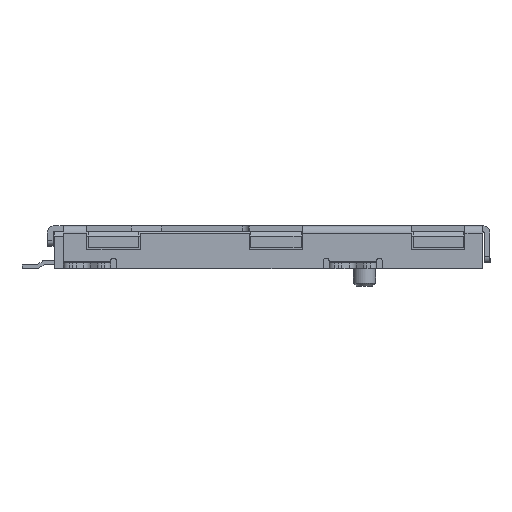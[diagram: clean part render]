
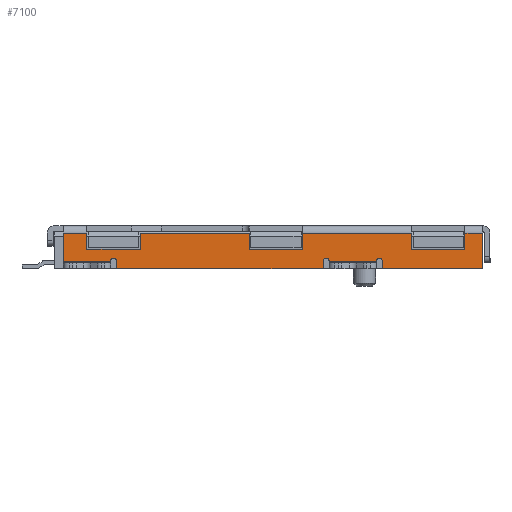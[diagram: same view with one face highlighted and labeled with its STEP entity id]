
A CAD part, left-side view. The second image highlights one B-rep face of the part: STEP entity #7100.
In plain terms, the highlighted planar face has unit normal (-1, 0, 0).
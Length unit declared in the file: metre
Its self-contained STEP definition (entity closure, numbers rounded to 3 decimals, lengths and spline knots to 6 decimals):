
#413=FACE_OUTER_BOUND('',#792,.T.);
#792=EDGE_LOOP('',(#5563,#5564,#5565,#5566,#5567,#5568,#5569,#5570,#5571,
#5572,#5573,#5574,#5575,#5576,#5577,#5578,#5579,#5580,#5581,#5582,#5583,
#5584,#5585,#5586,#5587));
#1143=CIRCLE('',#7764,0.0001);
#1144=CIRCLE('',#7765,0.0001);
#1145=CIRCLE('',#7766,0.0001);
#1271=LINE('',#10288,#2080);
#1275=LINE('',#10296,#2084);
#1281=LINE('',#10312,#2090);
#1286=LINE('',#10324,#2095);
#1295=LINE('',#10345,#2104);
#1299=LINE('',#10355,#2108);
#1302=LINE('',#10361,#2111);
#1304=LINE('',#10364,#2113);
#1360=LINE('',#10513,#2169);
#1367=LINE('',#10534,#2176);
#1371=LINE('',#10543,#2180);
#1396=LINE('',#10616,#2205);
#1401=LINE('',#10634,#2210);
#1477=LINE('',#10867,#2286);
#1566=LINE('',#11112,#2375);
#1579=LINE('',#11139,#2388);
#1610=LINE('',#11196,#2419);
#1612=LINE('',#11199,#2421);
#1619=LINE('',#11228,#2428);
#1621=LINE('',#11233,#2430);
#1623=LINE('',#11236,#2432);
#1625=LINE('',#11239,#2434);
#2080=VECTOR('',#8200,1.);
#2084=VECTOR('',#8206,1.);
#2090=VECTOR('',#8218,1.);
#2095=VECTOR('',#8227,1.);
#2104=VECTOR('',#8244,1.);
#2108=VECTOR('',#8252,1.);
#2111=VECTOR('',#8257,1.);
#2113=VECTOR('',#8261,1.);
#2169=VECTOR('',#8391,1.);
#2176=VECTOR('',#8414,1.);
#2180=VECTOR('',#8420,1.);
#2205=VECTOR('',#8489,1.);
#2210=VECTOR('',#8508,1.);
#2286=VECTOR('',#8738,1.);
#2375=VECTOR('',#8973,1.);
#2388=VECTOR('',#9002,1.);
#2419=VECTOR('',#9059,1.);
#2421=VECTOR('',#9063,1.);
#2428=VECTOR('',#9108,1.);
#2430=VECTOR('',#9114,1.);
#2432=VECTOR('',#9118,1.);
#2434=VECTOR('',#9122,1.);
#2891=VERTEX_POINT('',#10285);
#2892=VERTEX_POINT('',#10287);
#2895=VERTEX_POINT('',#10295);
#2901=VERTEX_POINT('',#10309);
#2902=VERTEX_POINT('',#10311);
#2907=VERTEX_POINT('',#10323);
#2914=VERTEX_POINT('',#10342);
#2915=VERTEX_POINT('',#10344);
#2919=VERTEX_POINT('',#10354);
#2921=VERTEX_POINT('',#10360);
#2976=VERTEX_POINT('',#10511);
#2977=VERTEX_POINT('',#10512);
#2980=VERTEX_POINT('',#10527);
#2983=VERTEX_POINT('',#10532);
#2984=VERTEX_POINT('',#10536);
#2987=VERTEX_POINT('',#10541);
#3012=VERTEX_POINT('',#10614);
#3013=VERTEX_POINT('',#10615);
#3018=VERTEX_POINT('',#10631);
#3019=VERTEX_POINT('',#10633);
#3099=VERTEX_POINT('',#10865);
#3181=VERTEX_POINT('',#11109);
#3182=VERTEX_POINT('',#11111);
#3204=VERTEX_POINT('',#11226);
#3205=VERTEX_POINT('',#11231);
#3593=EDGE_CURVE('',#2891,#2892,#1271,.T.);
#3597=EDGE_CURVE('',#2892,#2895,#1275,.T.);
#3604=EDGE_CURVE('',#2901,#2902,#1281,.T.);
#3610=EDGE_CURVE('',#2902,#2907,#1286,.T.);
#3620=EDGE_CURVE('',#2914,#2915,#1295,.T.);
#3625=EDGE_CURVE('',#2915,#2919,#1299,.T.);
#3628=EDGE_CURVE('',#2919,#2921,#1302,.T.);
#3630=EDGE_CURVE('',#2891,#2921,#1304,.T.);
#3702=EDGE_CURVE('',#2976,#2977,#1360,.T.);
#3713=EDGE_CURVE('',#2983,#2980,#1367,.T.);
#3717=EDGE_CURVE('',#2987,#2984,#1371,.T.);
#3752=EDGE_CURVE('',#3012,#3013,#1396,.T.);
#3761=EDGE_CURVE('',#3018,#3019,#1401,.T.);
#3877=EDGE_CURVE('',#3099,#2914,#1477,.T.);
#3999=EDGE_CURVE('',#3181,#3182,#1566,.T.);
#4015=EDGE_CURVE('',#3013,#3099,#1579,.T.);
#4052=EDGE_CURVE('',#2980,#3018,#1610,.T.);
#4054=EDGE_CURVE('',#3182,#2987,#1612,.T.);
#4068=EDGE_CURVE('',#3181,#3204,#1619,.T.);
#4071=EDGE_CURVE('',#2901,#3205,#1621,.T.);
#4073=EDGE_CURVE('',#2907,#3204,#1623,.T.);
#4075=EDGE_CURVE('',#2895,#3205,#1625,.T.);
#4080=EDGE_CURVE('',#3019,#3012,#1143,.T.);
#4081=EDGE_CURVE('',#2977,#2983,#1144,.T.);
#4082=EDGE_CURVE('',#2984,#2976,#1145,.T.);
#5563=ORIENTED_EDGE('',*,*,#3593,.F.);
#5564=ORIENTED_EDGE('',*,*,#3630,.T.);
#5565=ORIENTED_EDGE('',*,*,#3628,.F.);
#5566=ORIENTED_EDGE('',*,*,#3625,.F.);
#5567=ORIENTED_EDGE('',*,*,#3620,.F.);
#5568=ORIENTED_EDGE('',*,*,#3877,.F.);
#5569=ORIENTED_EDGE('',*,*,#4015,.F.);
#5570=ORIENTED_EDGE('',*,*,#3752,.F.);
#5571=ORIENTED_EDGE('',*,*,#4080,.F.);
#5572=ORIENTED_EDGE('',*,*,#3761,.F.);
#5573=ORIENTED_EDGE('',*,*,#4052,.F.);
#5574=ORIENTED_EDGE('',*,*,#3713,.F.);
#5575=ORIENTED_EDGE('',*,*,#4081,.F.);
#5576=ORIENTED_EDGE('',*,*,#3702,.F.);
#5577=ORIENTED_EDGE('',*,*,#4082,.F.);
#5578=ORIENTED_EDGE('',*,*,#3717,.F.);
#5579=ORIENTED_EDGE('',*,*,#4054,.F.);
#5580=ORIENTED_EDGE('',*,*,#3999,.F.);
#5581=ORIENTED_EDGE('',*,*,#4068,.T.);
#5582=ORIENTED_EDGE('',*,*,#4073,.F.);
#5583=ORIENTED_EDGE('',*,*,#3610,.F.);
#5584=ORIENTED_EDGE('',*,*,#3604,.F.);
#5585=ORIENTED_EDGE('',*,*,#4071,.T.);
#5586=ORIENTED_EDGE('',*,*,#4075,.F.);
#5587=ORIENTED_EDGE('',*,*,#3597,.F.);
#6773=PLANE('',#7763);
#7100=ADVANCED_FACE('',(#413),#6773,.F.);
#7763=AXIS2_PLACEMENT_3D('',#11245,#9132,#9133);
#7764=AXIS2_PLACEMENT_3D('',#11246,#9134,#9135);
#7765=AXIS2_PLACEMENT_3D('',#11247,#9136,#9137);
#7766=AXIS2_PLACEMENT_3D('',#11248,#9138,#9139);
#8200=DIRECTION('',(0.,0.,-1.));
#8206=DIRECTION('',(0.,-1.,0.));
#8218=DIRECTION('',(0.,0.,-1.));
#8227=DIRECTION('',(0.,-1.,0.));
#8244=DIRECTION('',(0.,0.,-1.));
#8252=DIRECTION('',(0.,-1.,0.));
#8257=DIRECTION('',(0.,0.,1.));
#8261=DIRECTION('',(0.,1.,0.));
#8391=DIRECTION('',(0.,1.,0.));
#8414=DIRECTION('',(0.,0.,-1.));
#8420=DIRECTION('',(0.,0.,1.));
#8489=DIRECTION('',(0.,1.,0.));
#8508=DIRECTION('',(0.,0.,1.));
#8738=DIRECTION('',(0.,-1.,0.));
#8973=DIRECTION('',(0.,0.,-1.));
#9002=DIRECTION('',(0.,0.,1.));
#9059=DIRECTION('',(0.,1.,0.));
#9063=DIRECTION('',(0.,1.,0.));
#9108=DIRECTION('',(0.,1.,0.));
#9114=DIRECTION('',(0.,1.,0.));
#9118=DIRECTION('',(0.,0.,1.));
#9122=DIRECTION('',(0.,0.,1.));
#9132=DIRECTION('center_axis',(1.,0.,0.));
#9133=DIRECTION('ref_axis',(0.,0.,1.));
#9134=DIRECTION('center_axis',(-1.,0.,0.));
#9135=DIRECTION('ref_axis',(0.,0.,1.));
#9136=DIRECTION('center_axis',(-1.,0.,0.));
#9137=DIRECTION('ref_axis',(0.,0.,
-1.));
#9138=DIRECTION('center_axis',(-1.,0.,0.));
#9139=DIRECTION('ref_axis',(0.,0.,1.));
#10285=CARTESIAN_POINT('',(-0.007045,0.003903,0.0012));
#10287=CARTESIAN_POINT('',(-0.007045,0.003903,0.00065));
#10288=CARTESIAN_POINT('',(-0.007045,0.003903,0.00125));
#10295=CARTESIAN_POINT('',(-0.007045,0.0021,0.00065));
#10296=CARTESIAN_POINT('',(-0.007045,0.0076,0.00065));
#10309=CARTESIAN_POINT('',(-0.007045,-0.0016,0.0012));
#10311=CARTESIAN_POINT('',(-0.007045,-0.0016,0.00065));
#10312=CARTESIAN_POINT('',(-0.007045,-0.0016,0.00145));
#10323=CARTESIAN_POINT('',(-0.007045,-0.0034,0.00065));
#10324=CARTESIAN_POINT('',(-0.007045,0.0076,0.00065));
#10342=CARTESIAN_POINT('',(-0.007045,0.0094,0.0012));
#10344=CARTESIAN_POINT('',(-0.007045,0.0094,0.00065));
#10345=CARTESIAN_POINT('',(-0.007045,0.0094,0.00145));
#10354=CARTESIAN_POINT('',(-0.007045,0.0076,0.00065));
#10355=CARTESIAN_POINT('',(-0.007045,0.0076,0.00065));
#10360=CARTESIAN_POINT('',(-0.007045,0.0076,0.0012));
#10361=CARTESIAN_POINT('',(-0.007045,0.0076,0.00145));
#10364=CARTESIAN_POINT('',(-0.007045,0.0079,0.0012));
#10511=CARTESIAN_POINT('',(-0.007045,-0.0004,0.00025));
#10512=CARTESIAN_POINT('',(-0.007045,0.0012,0.00025));
#10513=CARTESIAN_POINT('',(-0.007045,0.0086,0.00025));
#10527=CARTESIAN_POINT('',(-0.007045,0.0014,0.));
#10532=CARTESIAN_POINT('',(-0.007045,0.0014,0.00025));
#10534=CARTESIAN_POINT('',(-0.007045,0.0014,0.));
#10536=CARTESIAN_POINT('',(-0.007045,-0.0006,0.00025));
#10541=CARTESIAN_POINT('',(-0.007045,-0.0006,0.));
#10543=CARTESIAN_POINT('',(-0.007045,-0.0006,0.00025));
#10614=CARTESIAN_POINT('',(-0.007045,0.0086,0.00025));
#10615=CARTESIAN_POINT('',(-0.007045,0.0102,0.00025));
#10616=CARTESIAN_POINT('',(-0.007045,0.0086,0.00025));
#10631=CARTESIAN_POINT('',(-0.007045,0.0084,0.));
#10633=CARTESIAN_POINT('',(-0.007045,0.0084,0.00025));
#10634=CARTESIAN_POINT('',(-0.007045,0.0084,0.00025));
#10865=CARTESIAN_POINT('',(-0.007045,0.0102,0.0012));
#10867=CARTESIAN_POINT('',(-0.007045,0.003903,0.0012));
#11109=CARTESIAN_POINT('',(-0.007045,-0.004,0.0012));
#11111=CARTESIAN_POINT('',(-0.007045,-0.004,0.));
#11112=CARTESIAN_POINT('',(-0.007045,-0.004,0.00125));
#11139=CARTESIAN_POINT('',(-0.007045,0.0102,0.00125));
#11196=CARTESIAN_POINT('',(-0.007045,0.003903,0.));
#11199=CARTESIAN_POINT('',(-0.007045,0.003903,0.));
#11226=CARTESIAN_POINT('',(-0.007045,-0.0034,0.0012));
#11228=CARTESIAN_POINT('',(-0.007045,0.,0.0012));
#11231=CARTESIAN_POINT('',(-0.007045,0.0021,0.0012));
#11233=CARTESIAN_POINT('',(-0.007045,0.,0.0012));
#11236=CARTESIAN_POINT('',(-0.007045,-0.0034,0.00065));
#11239=CARTESIAN_POINT('',(-0.007045,0.0021,0.00145));
#11245=CARTESIAN_POINT('Origin',(-0.007045,0.,0.));
#11246=CARTESIAN_POINT('Origin',(-0.007045,0.0085,0.00025));
#11247=CARTESIAN_POINT('Origin',(-0.007045,0.0013,0.00025));
#11248=CARTESIAN_POINT('Origin',(-0.007045,-0.0005,0.00025));
